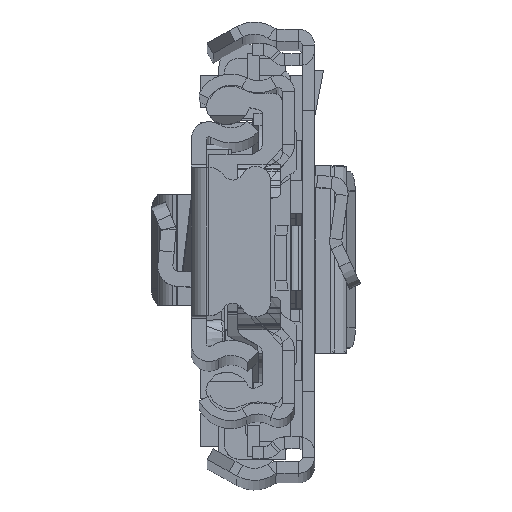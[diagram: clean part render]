
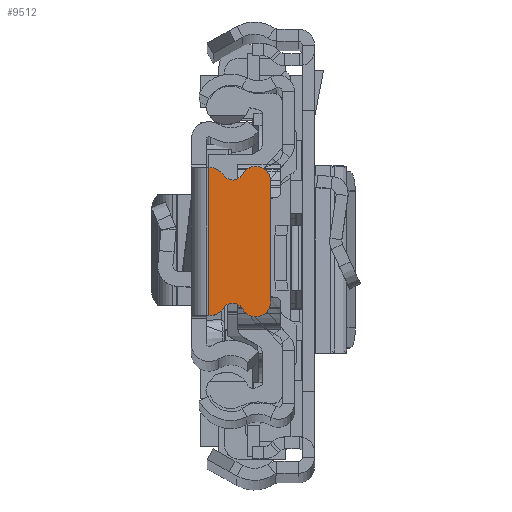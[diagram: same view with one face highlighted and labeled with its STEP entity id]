
A CAD part, top view. The second image highlights one B-rep face of the part: STEP entity #9512.
In plain terms, the highlighted planar face has unit normal (0, 0, 1).
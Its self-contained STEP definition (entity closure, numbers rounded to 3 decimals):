
#535 = ORIENTED_EDGE ( 'NONE', *, *, #22083, .F. ) ;
#687 = EDGE_CURVE ( 'NONE', #32753, #34250, #4247, .T. ) ;
#1406 = CARTESIAN_POINT ( 'NONE',  ( -1.929, 7.37, 0. ) ) ;
#2690 = CIRCLE ( 'NONE', #22403, 1.1 ) ;
#3221 = AXIS2_PLACEMENT_3D ( 'NONE', #15110, #18087, #17748 ) ;
#4247 = CIRCLE ( 'NONE', #23937, 1.5 ) ;
#4702 = ORIENTED_EDGE ( 'NONE', *, *, #33668, .T. ) ;
#4888 = CARTESIAN_POINT ( 'NONE',  ( -5.109, 6.713, 0. ) ) ;
#5149 = CARTESIAN_POINT ( 'NONE',  ( -1.929, -7.37, 0. ) ) ;
#5161 = CARTESIAN_POINT ( 'NONE',  ( -7.929, -6., 0. ) ) ;
#5181 = CARTESIAN_POINT ( 'NONE',  ( -1.929, -7.37, 0. ) ) ;
#5515 = DIRECTION ( 'NONE',  ( -1., 0., 0. ) ) ;
#5718 = DIRECTION ( 'NONE',  ( 0., 0., -1. ) ) ;
#5966 = LINE ( 'NONE', #30625, #14799 ) ;
#6274 = DIRECTION ( 'NONE',  ( 0., 0., 1. ) ) ;
#6297 = VECTOR ( 'NONE', #13314, 1000. ) ;
#6442 = CARTESIAN_POINT ( 'NONE',  ( -7.929, 6., 0. ) ) ;
#8937 = PLANE ( 'NONE',  #17914 ) ;
#9512 = ADVANCED_FACE ( 'NONE', ( #33054 ), #8937, .T. ) ;
#9795 = EDGE_CURVE ( 'NONE', #28436, #30567, #2690, .T. ) ;
#10264 = DIRECTION ( 'NONE',  ( -1., 0., 0. ) ) ;
#10490 = CARTESIAN_POINT ( 'NONE',  ( -1.75, -7.37, 0. ) ) ;
#11638 = CIRCLE ( 'NONE', #14465, 1.5 ) ;
#11844 = CARTESIAN_POINT ( 'NONE',  ( -1.75, 7.37, 0. ) ) ;
#12171 = DIRECTION ( 'NONE',  ( 1., 0., 0. ) ) ;
#12446 = EDGE_LOOP ( 'NONE', ( #535, #32115, #27489, #13166, #4702, #24578, #17257, #19496, #15569, #25149 ) ) ;
#13166 = ORIENTED_EDGE ( 'NONE', *, *, #27873, .T. ) ;
#13314 = DIRECTION ( 'NONE',  ( -1., 0., 0. ) ) ;
#13932 = CIRCLE ( 'NONE', #3221, 1.1 ) ;
#14009 = LINE ( 'NONE', #5181, #6297 ) ;
#14101 = DIRECTION ( 'NONE',  ( 0., -1., 0. ) ) ;
#14465 = AXIS2_PLACEMENT_3D ( 'NONE', #23492, #26471, #23671 ) ;
#14657 = CARTESIAN_POINT ( 'NONE',  ( -1.929, 7.37, 0. ) ) ;
#14799 = VECTOR ( 'NONE', #14101, 1000. ) ;
#15110 = CARTESIAN_POINT ( 'NONE',  ( -4.142, 7.236, 0. ) ) ;
#15387 = VERTEX_POINT ( 'NONE', #5149 ) ;
#15569 = ORIENTED_EDGE ( 'NONE', *, *, #28456, .T. ) ;
#15745 = DIRECTION ( 'NONE',  ( 0., 0., 1. ) ) ;
#17257 = ORIENTED_EDGE ( 'NONE', *, *, #34865, .T. ) ;
#17616 = CARTESIAN_POINT ( 'NONE',  ( -7.929, -6., 0. ) ) ;
#17640 = LINE ( 'NONE', #14657, #26403 ) ;
#17748 = DIRECTION ( 'NONE',  ( 1., 0., 0. ) ) ;
#17914 = AXIS2_PLACEMENT_3D ( 'NONE', #30422, #6274, #28288 ) ;
#18046 = CARTESIAN_POINT ( 'NONE',  ( -3.206, -6.658, 0. ) ) ;
#18087 = DIRECTION ( 'NONE',  ( 0., 0., -1. ) ) ;
#18365 = VERTEX_POINT ( 'NONE', #5161 ) ;
#18959 = AXIS2_PLACEMENT_3D ( 'NONE', #23925, #34671, #32032 ) ;
#19341 = VERTEX_POINT ( 'NONE', #10490 ) ;
#19496 = ORIENTED_EDGE ( 'NONE', *, *, #9795, .T. ) ;
#19569 = VECTOR ( 'NONE', #20946, 1000. ) ;
#20946 = DIRECTION ( 'NONE',  ( 0., -1., 0. ) ) ;
#22083 = EDGE_CURVE ( 'NONE', #30746, #19341, #5966, .T. ) ;
#22243 = CIRCLE ( 'NONE', #26171, 1.5 ) ;
#22403 = AXIS2_PLACEMENT_3D ( 'NONE', #30024, #5718, #29861 ) ;
#22803 = EDGE_CURVE ( 'NONE', #32753, #30746, #17640, .T. ) ;
#23492 = CARTESIAN_POINT ( 'NONE',  ( -1.929, -5.87, 0. ) ) ;
#23671 = DIRECTION ( 'NONE',  ( 1., 0., 0. ) ) ;
#23925 = CARTESIAN_POINT ( 'NONE',  ( -6.429, -6., 0. ) ) ;
#23937 = AXIS2_PLACEMENT_3D ( 'NONE', #31571, #15745, #10264 ) ;
#24062 = CARTESIAN_POINT ( 'NONE',  ( -3.206, 6.658, 0. ) ) ;
#24578 = ORIENTED_EDGE ( 'NONE', *, *, #27431, .T. ) ;
#24873 = DIRECTION ( 'NONE',  ( 0., 0., 1. ) ) ;
#25149 = ORIENTED_EDGE ( 'NONE', *, *, #29032, .F. ) ;
#26171 = AXIS2_PLACEMENT_3D ( 'NONE', #27175, #24873, #5515 ) ;
#26403 = VECTOR ( 'NONE', #12171, 1000. ) ;
#26471 = DIRECTION ( 'NONE',  ( 0., 0., 1. ) ) ;
#27175 = CARTESIAN_POINT ( 'NONE',  ( -6.429, 6., 0. ) ) ;
#27431 = EDGE_CURVE ( 'NONE', #27701, #18365, #33608, .T. ) ;
#27489 = ORIENTED_EDGE ( 'NONE', *, *, #687, .T. ) ;
#27618 = VERTEX_POINT ( 'NONE', #4888 ) ;
#27701 = VERTEX_POINT ( 'NONE', #6442 ) ;
#27873 = EDGE_CURVE ( 'NONE', #34250, #27618, #13932, .T. ) ;
#28288 = DIRECTION ( 'NONE',  ( 1., 0., 0. ) ) ;
#28436 = VERTEX_POINT ( 'NONE', #28933 ) ;
#28456 = EDGE_CURVE ( 'NONE', #30567, #15387, #11638, .T. ) ;
#28933 = CARTESIAN_POINT ( 'NONE',  ( -5.109, -6.713, 0. ) ) ;
#29032 = EDGE_CURVE ( 'NONE', #19341, #15387, #14009, .T. ) ;
#29617 = CIRCLE ( 'NONE', #18959, 1.5 ) ;
#29861 = DIRECTION ( 'NONE',  ( -1., 0., 0. ) ) ;
#30024 = CARTESIAN_POINT ( 'NONE',  ( -4.142, -7.236, 0. ) ) ;
#30422 = CARTESIAN_POINT ( 'NONE',  ( 542.771, 0., 0. ) ) ;
#30567 = VERTEX_POINT ( 'NONE', #18046 ) ;
#30625 = CARTESIAN_POINT ( 'NONE',  ( -1.75, 0., 0. ) ) ;
#30746 = VERTEX_POINT ( 'NONE', #11844 ) ;
#31571 = CARTESIAN_POINT ( 'NONE',  ( -1.929, 5.87, 0. ) ) ;
#32032 = DIRECTION ( 'NONE',  ( 1., 0., 0. ) ) ;
#32115 = ORIENTED_EDGE ( 'NONE', *, *, #22803, .F. ) ;
#32753 = VERTEX_POINT ( 'NONE', #1406 ) ;
#33054 = FACE_OUTER_BOUND ( 'NONE', #12446, .T. ) ;
#33608 = LINE ( 'NONE', #17616, #19569 ) ;
#33668 = EDGE_CURVE ( 'NONE', #27618, #27701, #22243, .T. ) ;
#34250 = VERTEX_POINT ( 'NONE', #24062 ) ;
#34671 = DIRECTION ( 'NONE',  ( 0., 0., 1. ) ) ;
#34865 = EDGE_CURVE ( 'NONE', #18365, #28436, #29617, .T. ) ;
